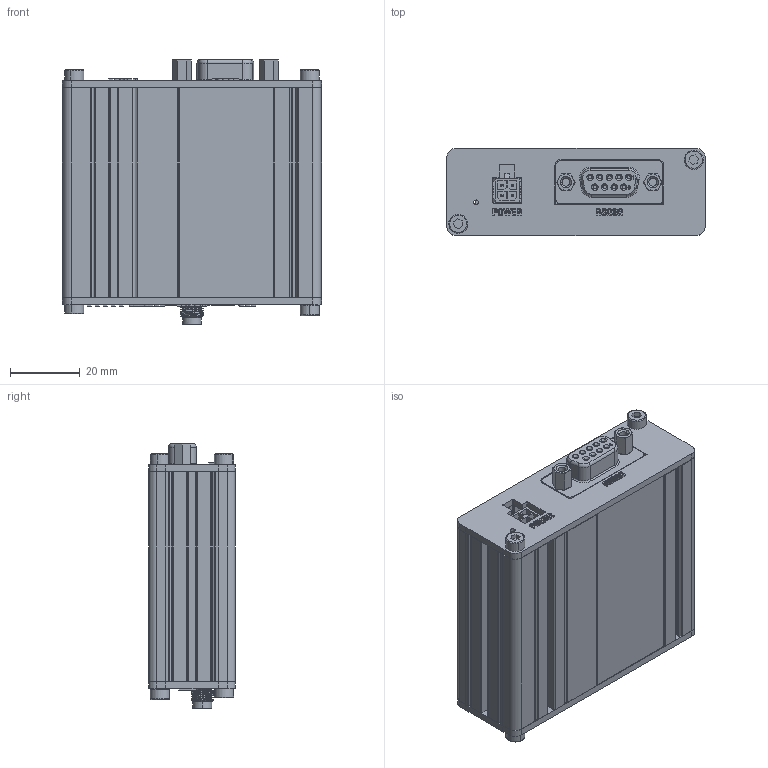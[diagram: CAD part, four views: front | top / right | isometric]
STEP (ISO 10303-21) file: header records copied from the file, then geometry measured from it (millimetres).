
FILE_DESCRIPTION (( 'STEP AP214' ), '1' );
FILE_NAME ('TRB142.STEP', '2019-03-05T08:27:16', ( '' ), ( '' ), 'SwSTEP 2.0', 'SolidWorks 2019', '' );
FILE_SCHEMA (( 'AUTOMOTIVE_DESIGN' ));
Length unit declared in the file: millimetre
Products named in the file (6): TRB142_04_dummy; TRB142_Front_Panel_T142DFP001_v1; TRB140_Rear_Panel_T140DRP002_v2; TRB142; DIN912_M3x8; TRB14x_korpusas_T14XDHS002_v2
Assembly tree (8 placements, depth 2):
  TRB142
    TRB14x_korpusas_T14XDHS002_v2
    DIN912_M3x8  x4
    TRB140_Rear_Panel_T140DRP002_v2
    TRB142_Front_Panel_T142DFP001_v1
    TRB142_04_dummy
Bounding box: 74.5 x 25 x 76.11 mm (x, y, z)
Volume: 36658 mm3; surface area: 55198.7 mm2
Topology: 7 solids, 58 shells, 4202 faces, 11861 edges, 7767 vertices
Faces by surface type: plane 2596, cylinder 878, bspline 539, cone 124, torus 61, sphere 4
Entity records: 198031 total; most frequent: CARTESIAN_POINT 58816, ORIENTED_EDGE 23097, DIRECTION 15989, EDGE_CURVE 11710, VERTEX_POINT 7674, LINE 6281, VECTOR 6281, AXIS2_PLACEMENT_3D 4854
